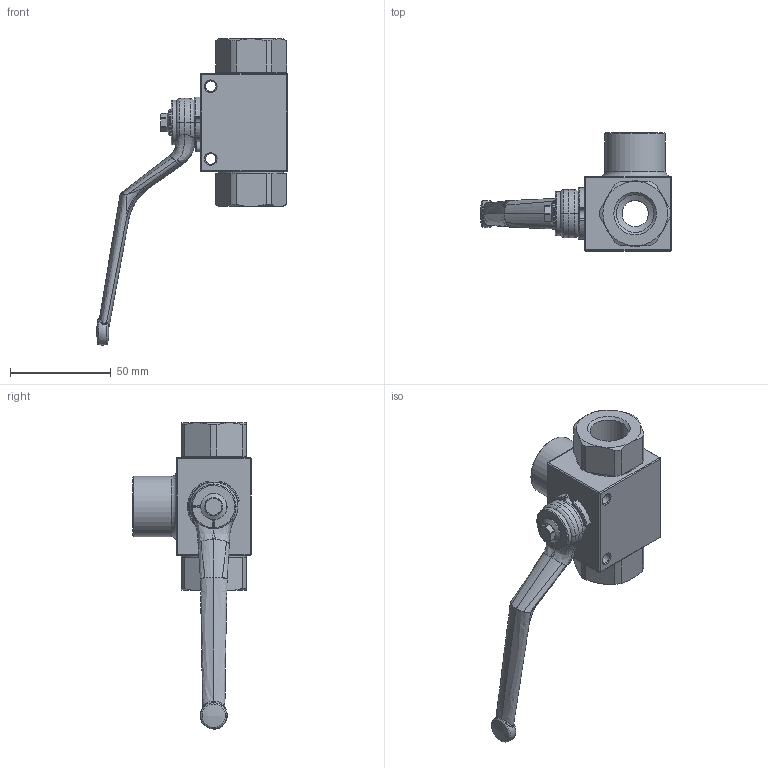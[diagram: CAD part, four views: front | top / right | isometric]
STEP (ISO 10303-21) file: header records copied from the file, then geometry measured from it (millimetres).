
FILE_DESCRIPTION(/* description */ ('Unknown','CAx-IF Rec.Pracs.---Representation and Presentation of Product Manufacturing Information (PMI)---4.0---2014-10-13','CAx-IF Rec.Pracs.---3D Tessellated Geometry---0.4---2014-09-14','2;1'),/* implementation_level */ '2;1');
FILE_NAME(/* name */ '4530_9630-04',/* time_stamp */ '2024-02-21T09:42:56+01:00',/* author */ ('Unknown'),/* organization */ ('Unknown'),/* preprocessor_version */ 'ST-DEVELOPER v18.102',/* originating_system */ 'Solid Edge',/* authorisation */ 'Unknown');
FILE_SCHEMA (('AP242_MANAGED_MODEL_BASED_3D_ENGINEERING_MIM_LF { 1 0 10303 442 1 1 4 }'));
Length unit declared in the file: millimetre
Products named in the file (2): 4530_9630-04; Parte2
Assembly tree (1 placements, depth 2):
  4530_9630-04
    Parte2
Bounding box: 94.54 x 58.5 x 151.75 mm (x, y, z)
Volume: 95928.6 mm3; surface area: 34423.6 mm2
Topology: 2 solids, 5 shells, 374 faces, 977 edges, 610 vertices
Faces by surface type: plane 108, cylinder 98, cone 64, bspline 46, torus 44, sphere 14
Full cylindrical faces by diameter (mm): 2.004 x1, 5 x3, 5.25 x2, 13 x4, 14 x1, 17 x1, 18.631 x3, 22 x1, 25.7 x2, 27.376 x1, 29.7 x2, 30 x1, 32 x2, 32.5 x2
Entity records: 27001 total; most frequent: CARTESIAN_POINT 15508, ORIENTED_EDGE 1940, DIRECTION 1786, EDGE_CURVE 970, AXIS2_PLACEMENT_3D 740, VERTEX_POINT 610, CIRCLE 402, EDGE_LOOP 400
